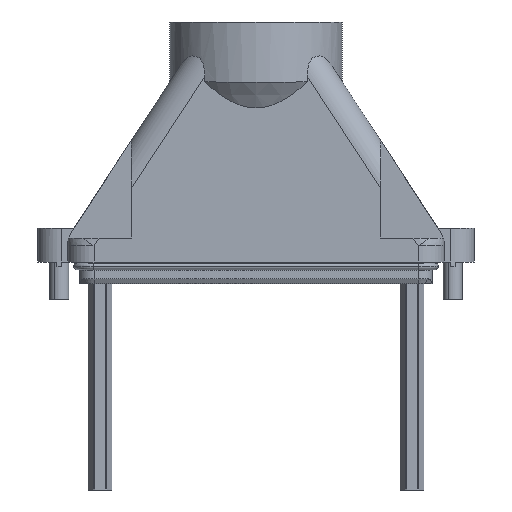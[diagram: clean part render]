
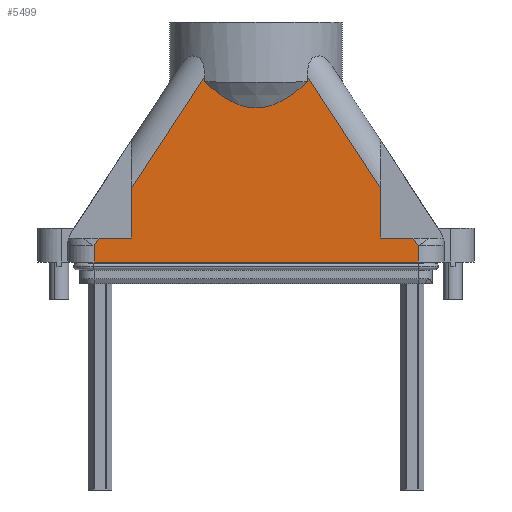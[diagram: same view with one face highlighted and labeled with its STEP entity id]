
A CAD part, left-side view. The second image highlights one B-rep face of the part: STEP entity #5499.
In plain terms, the highlighted planar face has unit normal (-1, 0, 0).
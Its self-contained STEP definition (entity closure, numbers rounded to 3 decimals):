
#5414=AXIS2_PLACEMENT_3D('Plane Axis2P3D',#5411,#5412,#5413) ;
#1744=CARTESIAN_POINT('Vertex',(7.,23.5,95.)) ;
#1747=CARTESIAN_POINT('Line Origine',(7.,91.,95.)) ;
#1751=CARTESIAN_POINT('Vertex',(7.,158.5,95.)) ;
#5294=CARTESIAN_POINT('Vertex',(7.,112.331,172.335)) ;
#5297=CARTESIAN_POINT('Line Origine',(7.,112.331,154.654)) ;
#5301=CARTESIAN_POINT('Vertex',(7.,112.331,170.)) ;
#5308=CARTESIAN_POINT('Vertex',(7.,69.669,170.)) ;
#5311=CARTESIAN_POINT('Line Origine',(7.,69.669,154.654)) ;
#5315=CARTESIAN_POINT('Vertex',(7.,69.669,172.335)) ;
#5375=CARTESIAN_POINT('Control Point',(7.,91.,159.171)) ;
#5376=CARTESIAN_POINT('Control Point',(7.,92.658,159.171)) ;
#5377=CARTESIAN_POINT('Control Point',(7.,94.315,159.354)) ;
#5378=CARTESIAN_POINT('Control Point',(7.,95.928,159.721)) ;
#5379=CARTESIAN_POINT('Control Point',(7.,98.709,160.623)) ;
#5380=CARTESIAN_POINT('Control Point',(7.,101.279,161.863)) ;
#5381=CARTESIAN_POINT('Control Point',(7.,102.381,162.465)) ;
#5382=CARTESIAN_POINT('Control Point',(7.,105.216,164.173)) ;
#5383=CARTESIAN_POINT('Control Point',(7.,107.821,166.106)) ;
#5384=CARTESIAN_POINT('Control Point',(7.,109.377,167.367)) ;
#5385=CARTESIAN_POINT('Control Point',(7.,110.877,168.668)) ;
#5386=CARTESIAN_POINT('Control Point',(7.,112.331,170.)) ;
#5387=CARTESIAN_POINT('Vertex',(7.,91.,159.171)) ;
#5391=CARTESIAN_POINT('Control Point',(7.,91.,159.171)) ;
#5392=CARTESIAN_POINT('Control Point',(7.,89.342,159.171)) ;
#5393=CARTESIAN_POINT('Control Point',(7.,87.685,159.354)) ;
#5394=CARTESIAN_POINT('Control Point',(7.,86.072,159.721)) ;
#5395=CARTESIAN_POINT('Control Point',(7.,83.291,160.623)) ;
#5396=CARTESIAN_POINT('Control Point',(7.,80.721,161.863)) ;
#5397=CARTESIAN_POINT('Control Point',(7.,79.619,162.465)) ;
#5398=CARTESIAN_POINT('Control Point',(7.,76.784,164.173)) ;
#5399=CARTESIAN_POINT('Control Point',(7.,74.179,166.106)) ;
#5400=CARTESIAN_POINT('Control Point',(7.,72.623,167.367)) ;
#5401=CARTESIAN_POINT('Control Point',(7.,71.123,168.668)) ;
#5402=CARTESIAN_POINT('Control Point',(7.,69.669,170.)) ;
#5411=CARTESIAN_POINT('Axis2P3D Location',(7.,23.5,105.)) ;
#5416=CARTESIAN_POINT('Line Origine',(7.,157.429,103.362)) ;
#5420=CARTESIAN_POINT('Vertex',(7.,158.5,101.723)) ;
#5422=CARTESIAN_POINT('Vertex',(7.,156.357,105.)) ;
#5425=CARTESIAN_POINT('Line Origine',(7.,158.5,98.362)) ;
#5430=CARTESIAN_POINT('Line Origine',(7.,23.5,98.362)) ;
#5434=CARTESIAN_POINT('Vertex',(7.,23.5,101.723)) ;
#5437=CARTESIAN_POINT('Line Origine',(7.,24.571,103.362)) ;
#5441=CARTESIAN_POINT('Vertex',(7.,25.643,105.)) ;
#5444=CARTESIAN_POINT('Line Origine',(7.,32.321,105.)) ;
#5448=CARTESIAN_POINT('Vertex',(7.,39.,105.)) ;
#5451=CARTESIAN_POINT('Line Origine',(7.,39.,115.214)) ;
#5455=CARTESIAN_POINT('Vertex',(7.,39.,125.429)) ;
#5458=CARTESIAN_POINT('Line Origine',(7.,54.335,148.882)) ;
#5463=CARTESIAN_POINT('Line Origine',(7.,127.665,148.882)) ;
#5467=CARTESIAN_POINT('Vertex',(7.,143.,125.429)) ;
#5470=CARTESIAN_POINT('Line Origine',(7.,143.,115.214)) ;
#5474=CARTESIAN_POINT('Vertex',(7.,143.,105.)) ;
#5477=CARTESIAN_POINT('Line Origine',(7.,149.679,105.)) ;
#1748=DIRECTION('Vector Direction',(0.,1.,0.)) ;
#5298=DIRECTION('Vector Direction',(0.,0.,1.)) ;
#5312=DIRECTION('Vector Direction',(0.,0.,1.)) ;
#5412=DIRECTION('Axis2P3D Direction',(-1.,0.,0.)) ;
#5413=DIRECTION('Axis2P3D XDirection',(0.,1.,0.)) ;
#5417=DIRECTION('Vector Direction',(0.,-0.547,0.837)) ;
#5426=DIRECTION('Vector Direction',(0.,0.,1.)) ;
#5431=DIRECTION('Vector Direction',(0.,0.,1.)) ;
#5438=DIRECTION('Vector Direction',(0.,0.547,0.837)) ;
#5445=DIRECTION('Vector Direction',(0.,-1.,0.)) ;
#5452=DIRECTION('Vector Direction',(0.,0.,-1.)) ;
#5459=DIRECTION('Vector Direction',(0.,0.547,0.837)) ;
#5464=DIRECTION('Vector Direction',(0.,-0.547,0.837)) ;
#5471=DIRECTION('Vector Direction',(0.,0.,-1.)) ;
#5478=DIRECTION('Vector Direction',(0.,-1.,0.)) ;
#1749=VECTOR('Line Direction',#1748,1.) ;
#5299=VECTOR('Line Direction',#5298,1.) ;
#5313=VECTOR('Line Direction',#5312,1.) ;
#5418=VECTOR('Line Direction',#5417,1.) ;
#5427=VECTOR('Line Direction',#5426,1.) ;
#5432=VECTOR('Line Direction',#5431,1.) ;
#5439=VECTOR('Line Direction',#5438,1.) ;
#5446=VECTOR('Line Direction',#5445,1.) ;
#5453=VECTOR('Line Direction',#5452,1.) ;
#5460=VECTOR('Line Direction',#5459,1.) ;
#5465=VECTOR('Line Direction',#5464,1.) ;
#5472=VECTOR('Line Direction',#5471,1.) ;
#5479=VECTOR('Line Direction',#5478,1.) ;
#5483=ORIENTED_EDGE('',*,*,#5424,.F.) ;
#5484=ORIENTED_EDGE('',*,*,#5429,.F.) ;
#5485=ORIENTED_EDGE('',*,*,#1753,.F.) ;
#5486=ORIENTED_EDGE('',*,*,#5436,.T.) ;
#5487=ORIENTED_EDGE('',*,*,#5443,.T.) ;
#5488=ORIENTED_EDGE('',*,*,#5450,.T.) ;
#5489=ORIENTED_EDGE('',*,*,#5457,.F.) ;
#5490=ORIENTED_EDGE('',*,*,#5462,.T.) ;
#5491=ORIENTED_EDGE('',*,*,#5317,.T.) ;
#5492=ORIENTED_EDGE('',*,*,#5403,.F.) ;
#5493=ORIENTED_EDGE('',*,*,#5389,.T.) ;
#5494=ORIENTED_EDGE('',*,*,#5303,.F.) ;
#5495=ORIENTED_EDGE('',*,*,#5469,.F.) ;
#5496=ORIENTED_EDGE('',*,*,#5476,.T.) ;
#5497=ORIENTED_EDGE('',*,*,#5481,.F.) ;
#5499=ADVANCED_FACE('63820_HDC_IP68_HP_24B_MD_1M50_Render.1\\KOERPER.2',(#5498),#5415,.T.) ;
#5374=B_SPLINE_CURVE_WITH_KNOTS('',5,(#5375,#5376,#5377,#5378,#5379,#5380,#5381,#5382,#5383,#5384,#5385,#5386),.UNSPECIFIED.,.F.,.U.,(6,3,3,6),(0.,9.754,17.559,30.545),.UNSPECIFIED.) ;
#5390=B_SPLINE_CURVE_WITH_KNOTS('',5,(#5391,#5392,#5393,#5394,#5395,#5396,#5397,#5398,#5399,#5400,#5401,#5402),.UNSPECIFIED.,.F.,.U.,(6,3,3,6),(0.,9.754,17.559,30.545),.UNSPECIFIED.) ;
#1753=EDGE_CURVE('',#1745,#1752,#1750,.T.) ;
#5303=EDGE_CURVE('',#5295,#5302,#5300,.F.) ;
#5317=EDGE_CURVE('',#5316,#5309,#5314,.F.) ;
#5389=EDGE_CURVE('',#5388,#5302,#5374,.T.) ;
#5403=EDGE_CURVE('',#5388,#5309,#5390,.T.) ;
#5424=EDGE_CURVE('',#5421,#5423,#5419,.T.) ;
#5429=EDGE_CURVE('',#1752,#5421,#5428,.T.) ;
#5436=EDGE_CURVE('',#1745,#5435,#5433,.T.) ;
#5443=EDGE_CURVE('',#5435,#5442,#5440,.T.) ;
#5450=EDGE_CURVE('',#5442,#5449,#5447,.F.) ;
#5457=EDGE_CURVE('',#5456,#5449,#5454,.T.) ;
#5462=EDGE_CURVE('',#5456,#5316,#5461,.T.) ;
#5469=EDGE_CURVE('',#5468,#5295,#5466,.T.) ;
#5476=EDGE_CURVE('',#5468,#5475,#5473,.T.) ;
#5481=EDGE_CURVE('',#5423,#5475,#5480,.T.) ;
#5482=EDGE_LOOP('',(#5483,#5484,#5485,#5486,#5487,#5488,#5489,#5490,#5491,#5492,#5493,#5494,#5495,#5496,#5497)) ;
#5498=FACE_OUTER_BOUND('',#5482,.T.) ;
#1750=LINE('Line',#1747,#1749) ;
#5300=LINE('Line',#5297,#5299) ;
#5314=LINE('Line',#5311,#5313) ;
#5419=LINE('Line',#5416,#5418) ;
#5428=LINE('Line',#5425,#5427) ;
#5433=LINE('Line',#5430,#5432) ;
#5440=LINE('Line',#5437,#5439) ;
#5447=LINE('Line',#5444,#5446) ;
#5454=LINE('Line',#5451,#5453) ;
#5461=LINE('Line',#5458,#5460) ;
#5466=LINE('Line',#5463,#5465) ;
#5473=LINE('Line',#5470,#5472) ;
#5480=LINE('Line',#5477,#5479) ;
#5415=PLANE('',#5414) ;
#1745=VERTEX_POINT('',#1744) ;
#1752=VERTEX_POINT('',#1751) ;
#5295=VERTEX_POINT('',#5294) ;
#5302=VERTEX_POINT('',#5301) ;
#5309=VERTEX_POINT('',#5308) ;
#5316=VERTEX_POINT('',#5315) ;
#5388=VERTEX_POINT('',#5387) ;
#5421=VERTEX_POINT('',#5420) ;
#5423=VERTEX_POINT('',#5422) ;
#5435=VERTEX_POINT('',#5434) ;
#5442=VERTEX_POINT('',#5441) ;
#5449=VERTEX_POINT('',#5448) ;
#5456=VERTEX_POINT('',#5455) ;
#5468=VERTEX_POINT('',#5467) ;
#5475=VERTEX_POINT('',#5474) ;
